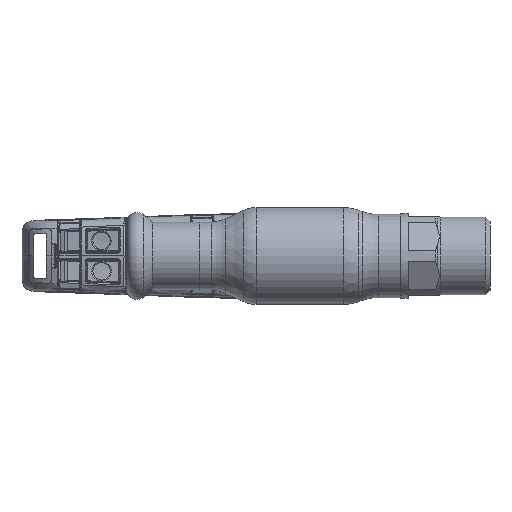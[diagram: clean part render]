
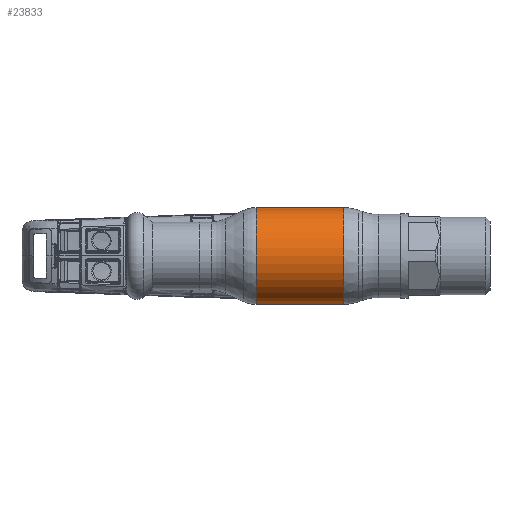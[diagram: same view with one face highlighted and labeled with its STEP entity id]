
A CAD part, front view. The second image highlights one B-rep face of the part: STEP entity #23833.
In plain terms, the highlighted cylindrical face has radius 13 mm (diameter 26 mm), a partial arc.
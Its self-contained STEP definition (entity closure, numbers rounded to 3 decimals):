
#3988 = VERTEX_POINT ( 'NONE', #39028 ) ;
#4061 = LINE ( 'NONE', #64697, #58404 ) ;
#4400 = EDGE_CURVE ( 'NONE', #21287, #3988, #4061, .T. ) ;
#4710 = DIRECTION ( 'NONE',  ( 0., 0., 1. ) ) ;
#6794 = CARTESIAN_POINT ( 'NONE',  ( -11.876, 0., -13. ) ) ;
#11969 = ORIENTED_EDGE ( 'NONE', *, *, #52464, .F. ) ;
#15223 = DIRECTION ( 'NONE',  ( -1., 0., 0. ) ) ;
#19309 = ORIENTED_EDGE ( 'NONE', *, *, #40378, .F. ) ;
#21287 = VERTEX_POINT ( 'NONE', #24456 ) ;
#23833 = ADVANCED_FACE ( 'NONE', ( #51113 ), #49331, .T. ) ;
#24456 = CARTESIAN_POINT ( 'NONE',  ( 11.634, 0., 13. ) ) ;
#24469 = DIRECTION ( 'NONE',  ( -1., 0., 0. ) ) ;
#24789 = ORIENTED_EDGE ( 'NONE', *, *, #26280, .T. ) ;
#26280 = EDGE_CURVE ( 'NONE', #32507, #21287, #71570, .T. ) ;
#27664 = VECTOR ( 'NONE', #41153, 1000. ) ;
#28081 = ORIENTED_EDGE ( 'NONE', *, *, #4400, .T. ) ;
#28588 = LINE ( 'NONE', #52626, #27664 ) ;
#29788 = EDGE_LOOP ( 'NONE', ( #19309, #24789, #28081, #11969 ) ) ;
#32507 = VERTEX_POINT ( 'NONE', #68851 ) ;
#32616 = CARTESIAN_POINT ( 'NONE',  ( -62.69, 0., 0. ) ) ;
#39028 = CARTESIAN_POINT ( 'NONE',  ( -11.876, 0., 13. ) ) ;
#40378 = EDGE_CURVE ( 'NONE', #32507, #57911, #28588, .T. ) ;
#40425 = CARTESIAN_POINT ( 'NONE',  ( -11.876, 0., 0. ) ) ;
#41153 = DIRECTION ( 'NONE',  ( -1., 0., 0. ) ) ;
#42104 = CARTESIAN_POINT ( 'NONE',  ( 11.634, 0., 0. ) ) ;
#49331 = CYLINDRICAL_SURFACE ( 'NONE', #49982, 13. ) ;
#49982 = AXIS2_PLACEMENT_3D ( 'NONE', #32616, #51032, #4710 ) ;
#51032 = DIRECTION ( 'NONE',  ( -1., 0., 0. ) ) ;
#51113 = FACE_OUTER_BOUND ( 'NONE', #29788, .T. ) ;
#52464 = EDGE_CURVE ( 'NONE', #57911, #3988, #63000, .T. ) ;
#52626 = CARTESIAN_POINT ( 'NONE',  ( -62.69, 0., -13. ) ) ;
#57911 = VERTEX_POINT ( 'NONE', #6794 ) ;
#58404 = VECTOR ( 'NONE', #15223, 1000. ) ;
#59979 = AXIS2_PLACEMENT_3D ( 'NONE', #42104, #24469, #63453 ) ;
#62734 = DIRECTION ( 'NONE',  ( -1., 0., 0. ) ) ;
#63000 = CIRCLE ( 'NONE', #63871, 13. ) ;
#63453 = DIRECTION ( 'NONE',  ( 0., 0., 1. ) ) ;
#63871 = AXIS2_PLACEMENT_3D ( 'NONE', #40425, #62734, #68578 ) ;
#64697 = CARTESIAN_POINT ( 'NONE',  ( -62.69, 0., 13. ) ) ;
#68578 = DIRECTION ( 'NONE',  ( 0., 0., 1. ) ) ;
#68851 = CARTESIAN_POINT ( 'NONE',  ( 11.634, 0., -13. ) ) ;
#71570 = CIRCLE ( 'NONE', #59979, 13. ) ;
